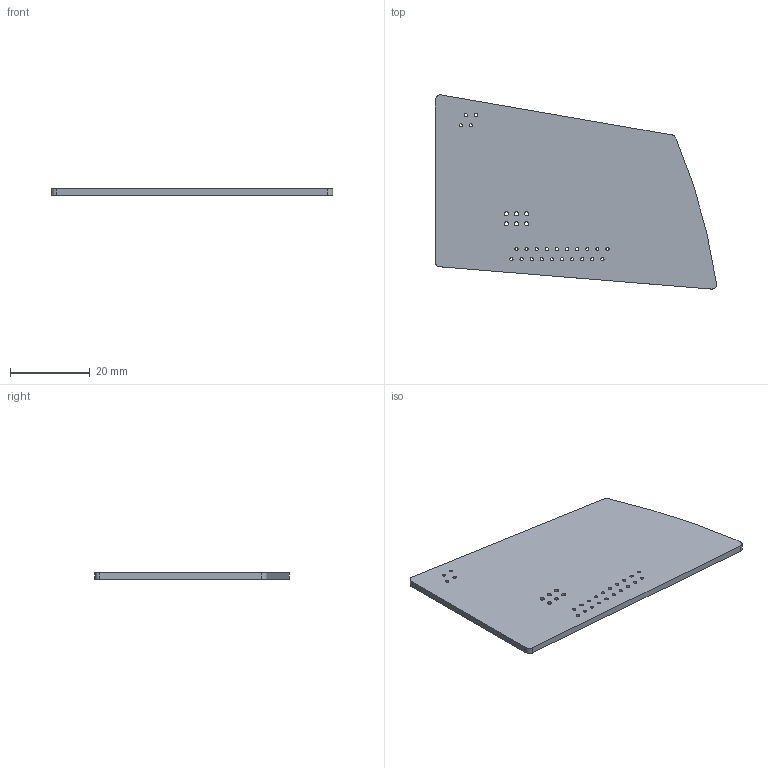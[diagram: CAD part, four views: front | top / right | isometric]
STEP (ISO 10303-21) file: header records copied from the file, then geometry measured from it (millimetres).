
FILE_DESCRIPTION(('FreeCAD Model'),'2;1');
FILE_NAME('throttle-steering.step', '2018-01-28T19:38:25',('kicad StepUp'),('ksu MCAD'), 'Open CASCADE STEP processor 6.8','FreeCAD','Unknown');
FILE_SCHEMA(('AUTOMOTIVE_DESIGN_CC2 { 1 2 10303 214 -1 1 5 4 }'));
Length unit declared in the file: millimetre
Products named in the file (1): Pcb
Bounding box: 70.64 x 48.76 x 1.6 mm (x, y, z)
Volume: 4255.8 mm3; surface area: 5788.4 mm2
Topology: 1 solids, 1 shells, 40 faces, 114 edges, 76 vertices
Faces by surface type: cylinder 35, plane 5
Full cylindrical faces by diameter (mm): 0.8 x24, 1.016 x6
Entity records: 1489 total; most frequent: DIRECTION 266, CARTESIAN_POINT 231, ORIENTED_EDGE 228, EDGE_CURVE 114, AXIS2_PLACEMENT_3D 111, FACE_BOUND 100, EDGE_LOOP 100, VERTEX_POINT 76
